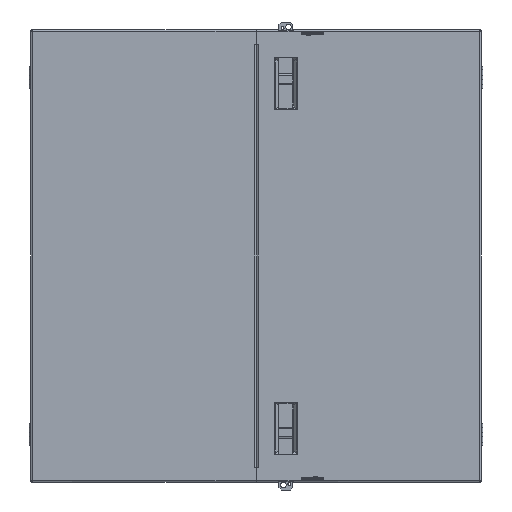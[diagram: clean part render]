
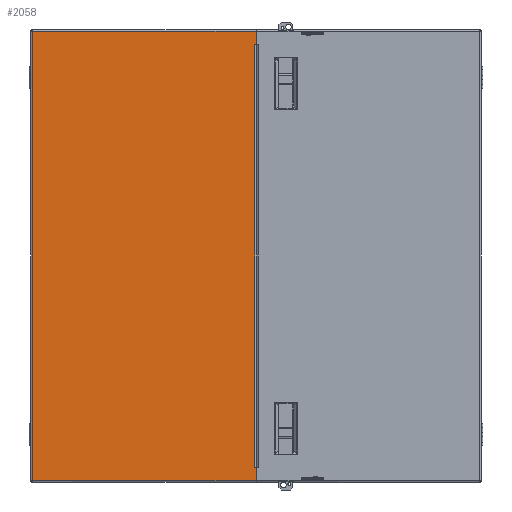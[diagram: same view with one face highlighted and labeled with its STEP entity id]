
A CAD part, front view. The second image highlights one B-rep face of the part: STEP entity #2058.
In plain terms, the highlighted planar face has unit normal (0, -1, 0).
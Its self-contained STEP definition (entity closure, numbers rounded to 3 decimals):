
#2058 = ADVANCED_FACE( '', ( #4659 ), #4660, .T. );
#4659 = FACE_OUTER_BOUND( '', #8359, .T. );
#4660 = PLANE( '', #8360 );
#8359 = EDGE_LOOP( '', ( #14203, #14204, #14205, #14206, #14207, #14208, #14209, #14210, #14211, #14212 ) );
#8360 = AXIS2_PLACEMENT_3D( '', #14213, #14214, #14215 );
#14203 = ORIENTED_EDGE( '', *, *, #19898, .F. );
#14204 = ORIENTED_EDGE( '', *, *, #21634, .T. );
#14205 = ORIENTED_EDGE( '', *, *, #20480, .T. );
#14206 = ORIENTED_EDGE( '', *, *, #20548, .T. );
#14207 = ORIENTED_EDGE( '', *, *, #21635, .F. );
#14208 = ORIENTED_EDGE( '', *, *, #19882, .T. );
#14209 = ORIENTED_EDGE( '', *, *, #21636, .T. );
#14210 = ORIENTED_EDGE( '', *, *, #21637, .F. );
#14211 = ORIENTED_EDGE( '', *, *, #21638, .F. );
#14212 = ORIENTED_EDGE( '', *, *, #20138, .T. );
#14213 = CARTESIAN_POINT( '', ( 0., 0., 0. ) );
#14214 = DIRECTION( '', ( 0., -1., 0. ) );
#14215 = DIRECTION( '', ( 0., 0., -1. ) );
#19882 = EDGE_CURVE( '', #23350, #23348, #23351, .T. );
#19898 = EDGE_CURVE( '', #23378, #23374, #23380, .T. );
#20138 = EDGE_CURVE( '', #23803, #23374, #23804, .T. );
#20480 = EDGE_CURVE( '', #24388, #24400, #24402, .T. );
#20548 = EDGE_CURVE( '', #24400, #24518, #24520, .T. );
#21634 = EDGE_CURVE( '', #23378, #24388, #26235, .T. );
#21635 = EDGE_CURVE( '', #23350, #24518, #26236, .T. );
#21636 = EDGE_CURVE( '', #23348, #26237, #26238, .T. );
#21637 = EDGE_CURVE( '', #26239, #26237, #26240, .T. );
#21638 = EDGE_CURVE( '', #23803, #26239, #26241, .T. );
#23348 = VERTEX_POINT( '', #28424 );
#23350 = VERTEX_POINT( '', #28426 );
#23351 = LINE( '', #28427, #28428 );
#23374 = VERTEX_POINT( '', #28467 );
#23378 = VERTEX_POINT( '', #28473 );
#23380 = LINE( '', #28476, #28477 );
#23803 = VERTEX_POINT( '', #29153 );
#23804 = LINE( '', #29154, #29155 );
#24388 = VERTEX_POINT( '', #30059 );
#24400 = VERTEX_POINT( '', #30076 );
#24402 = LINE( '', #30078, #30079 );
#24518 = VERTEX_POINT( '', #30236 );
#24520 = LINE( '', #30247, #30248 );
#26235 = LINE( '', #32779, #32780 );
#26236 = LINE( '', #32781, #32782 );
#26237 = VERTEX_POINT( '', #32783 );
#26238 = LINE( '', #32784, #32785 );
#26239 = VERTEX_POINT( '', #32786 );
#26240 = LINE( '', #32787, #32788 );
#26241 = LINE( '', #32789, #32790 );
#28424 = CARTESIAN_POINT( '', ( 192.151, 0., -383.35 ) );
#28426 = CARTESIAN_POINT( '', ( -189.814, 0., -383.35 ) );
#28427 = CARTESIAN_POINT( '', ( 192.151, 0., -383.35 ) );
#28428 = VECTOR( '', #36075, 1000. );
#28467 = CARTESIAN_POINT( '', ( 189.814, 0., 360.147 ) );
#28473 = CARTESIAN_POINT( '', ( 189.814, 0., 360.149 ) );
#28476 = CARTESIAN_POINT( '', ( 189.814, 0., -360.149 ) );
#28477 = VECTOR( '', #36092, 1000. );
#29153 = CARTESIAN_POINT( '', ( 189.814, 0., -360.147 ) );
#29154 = CARTESIAN_POINT( '', ( 189.814, 0., -360.147 ) );
#29155 = VECTOR( '', #36329, 1000. );
#30059 = CARTESIAN_POINT( '', ( 192.151, 0., 360.149 ) );
#30076 = CARTESIAN_POINT( '', ( 192.151, 0., 383.35 ) );
#30078 = CARTESIAN_POINT( '', ( 192.151, 0., -385.686 ) );
#30079 = VECTOR( '', #36687, 1000. );
#30236 = CARTESIAN_POINT( '', ( -189.814, 0., 383.35 ) );
#30247 = CARTESIAN_POINT( '', ( -189.814, 0., 383.35 ) );
#30248 = VECTOR( '', #36759, 1000. );
#32779 = CARTESIAN_POINT( '', ( 192.151, 0., 360.149 ) );
#32780 = VECTOR( '', #37961, 1000. );
#32781 = CARTESIAN_POINT( '', ( -189.814, 0., -383.35 ) );
#32782 = VECTOR( '', #37962, 1000. );
#32783 = CARTESIAN_POINT( '', ( 192.151, 0., -360.149 ) );
#32784 = CARTESIAN_POINT( '', ( 192.151, 0., -385.686 ) );
#32785 = VECTOR( '', #37963, 1000. );
#32786 = CARTESIAN_POINT( '', ( 189.814, 0., -360.149 ) );
#32787 = CARTESIAN_POINT( '', ( 192.151, 0., -360.149 ) );
#32788 = VECTOR( '', #37964, 1000. );
#32789 = CARTESIAN_POINT( '', ( 189.814, 0., -360.149 ) );
#32790 = VECTOR( '', #37965, 1000. );
#36075 = DIRECTION( '', ( 1., 0., 0. ) );
#36092 = DIRECTION( '', ( 0., 0., -1. ) );
#36329 = DIRECTION( '', ( 0., 0., 1. ) );
#36687 = DIRECTION( '', ( 0., 0., 1. ) );
#36759 = DIRECTION( '', ( -1., 0., 0. ) );
#37961 = DIRECTION( '', ( 1., 0., 0. ) );
#37962 = DIRECTION( '', ( 0., 0., 1. ) );
#37963 = DIRECTION( '', ( 0., 0., 1. ) );
#37964 = DIRECTION( '', ( 1., 0., 0. ) );
#37965 = DIRECTION( '', ( 0., 0., -1. ) );
